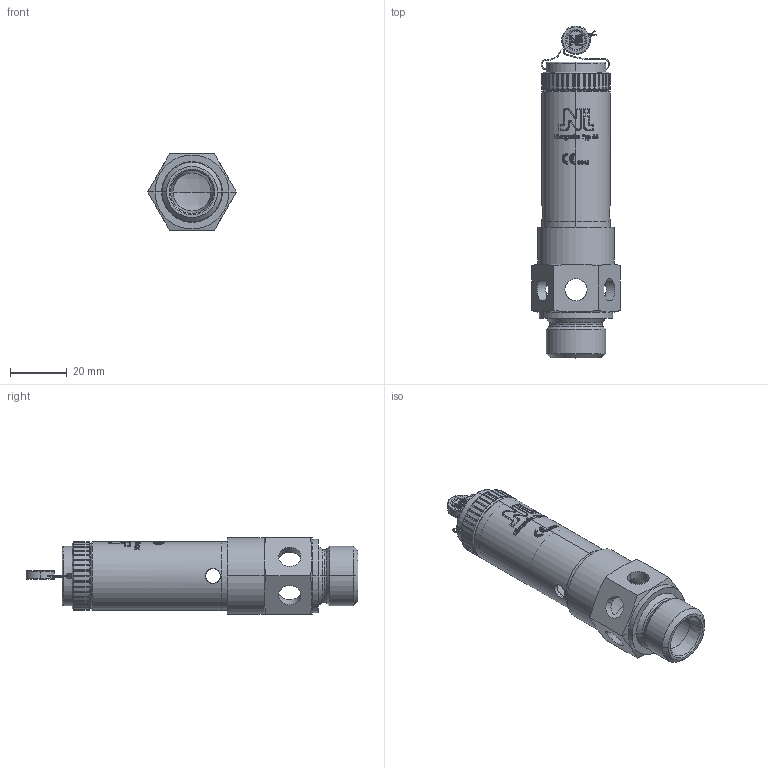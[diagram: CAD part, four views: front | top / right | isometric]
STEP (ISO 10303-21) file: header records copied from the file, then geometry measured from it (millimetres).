
FILE_DESCRIPTION (( 'STEP AP203' ), '1' );
FILE_NAME ('Typ 66.STEP', '2018-01-16T12:29:10', ( '' ), ( '' ), 'SwSTEP 2.0', 'SolidWorks 2016', '' );
FILE_SCHEMA (( 'CONFIG_CONTROL_DESIGN' ));
Length unit declared in the file: millimetre
Products named in the file (1): Typ 66
Bounding box: 31.18 x 116.7 x 27 mm (x, y, z)
Volume: 15567 mm3; surface area: 21913.5 mm2
Topology: 6 solids, 6 shells, 779 faces, 2009 edges, 1288 vertices
Faces by surface type: bspline 231, cylinder 225, plane 219, torus 68, cone 32, sphere 4
Entity records: 35289 total; most frequent: CARTESIAN_POINT 18130, ORIENTED_EDGE 4010, DIRECTION 2813, EDGE_CURVE 2005, VERTEX_POINT 1284, AXIS2_PLACEMENT_3D 1050, EDGE_LOOP 855, ADVANCED_FACE 779
